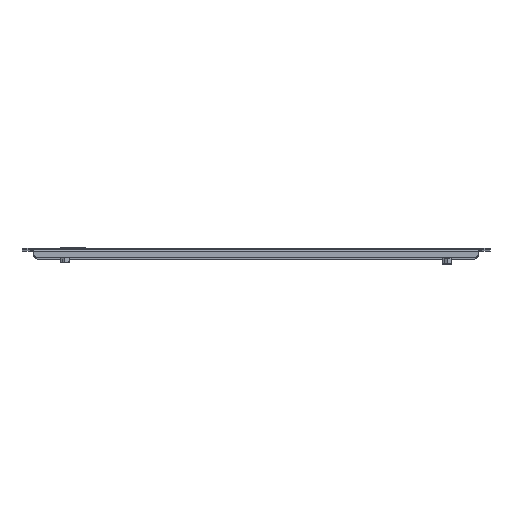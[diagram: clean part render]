
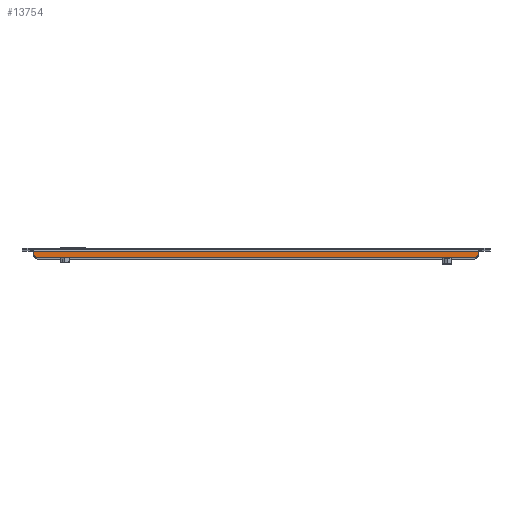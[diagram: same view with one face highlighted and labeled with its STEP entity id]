
A CAD part, top view. The second image highlights one B-rep face of the part: STEP entity #13754.
In plain terms, the highlighted planar face has unit normal (0, 0, 1).
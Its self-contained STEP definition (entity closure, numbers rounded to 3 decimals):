
#316 = EDGE_LOOP ( 'NONE', ( #8149, #5723, #8136, #14600, #8090, #2373 ) ) ;
#491 = CIRCLE ( 'NONE', #2258, 5. ) ;
#755 = VERTEX_POINT ( 'NONE', #8257 ) ;
#1267 = CARTESIAN_POINT ( 'NONE',  ( -233., 23.978, 445. ) ) ;
#1359 = VECTOR ( 'NONE', #14032, 1000. ) ;
#1753 = CARTESIAN_POINT ( 'NONE',  ( 233., -5., 445. ) ) ;
#2144 = DIRECTION ( 'NONE',  ( -1., 0., 0. ) ) ;
#2209 = CARTESIAN_POINT ( 'NONE',  ( 233., -3.5, 445. ) ) ;
#2258 = AXIS2_PLACEMENT_3D ( 'NONE', #7599, #9917, #6326 ) ;
#2373 = ORIENTED_EDGE ( 'NONE', *, *, #7239, .T. ) ;
#2592 = AXIS2_PLACEMENT_3D ( 'NONE', #14708, #4720, #14472 ) ;
#2843 = PLANE ( 'NONE',  #3224 ) ;
#3176 = VECTOR ( 'NONE', #9950, 1000. ) ;
#3224 = AXIS2_PLACEMENT_3D ( 'NONE', #12426, #12256, #7681 ) ;
#3241 = CARTESIAN_POINT ( 'NONE',  ( 245., -10., 445. ) ) ;
#4109 = CIRCLE ( 'NONE', #2592, 5. ) ;
#4480 = CARTESIAN_POINT ( 'NONE',  ( -233., -5., 445. ) ) ;
#4720 = DIRECTION ( 'NONE',  ( 0., 0., 1. ) ) ;
#5021 = CARTESIAN_POINT ( 'NONE',  ( 233., 23.978, 445. ) ) ;
#5362 = CARTESIAN_POINT ( 'NONE',  ( 228., -10., 445. ) ) ;
#5387 = LINE ( 'NONE', #3241, #1359 ) ;
#5723 = ORIENTED_EDGE ( 'NONE', *, *, #15380, .T. ) ;
#6326 = DIRECTION ( 'NONE',  ( 0., -1., 0. ) ) ;
#7084 = LINE ( 'NONE', #5021, #14403 ) ;
#7143 = EDGE_CURVE ( 'NONE', #755, #11393, #5387, .T. ) ;
#7239 = EDGE_CURVE ( 'NONE', #14696, #14833, #13165, .T. ) ;
#7599 = CARTESIAN_POINT ( 'NONE',  ( 228., -5., 445. ) ) ;
#7681 = DIRECTION ( 'NONE',  ( 0., -1., 0. ) ) ;
#8090 = ORIENTED_EDGE ( 'NONE', *, *, #12855, .F. ) ;
#8136 = ORIENTED_EDGE ( 'NONE', *, *, #7143, .T. ) ;
#8149 = ORIENTED_EDGE ( 'NONE', *, *, #9547, .F. ) ;
#8257 = CARTESIAN_POINT ( 'NONE',  ( -228., -10., 445. ) ) ;
#9547 = EDGE_CURVE ( 'NONE', #12609, #14833, #12211, .T. ) ;
#9880 = DIRECTION ( 'NONE',  ( 0., -1., 0. ) ) ;
#9917 = DIRECTION ( 'NONE',  ( 0., 0., 1. ) ) ;
#9950 = DIRECTION ( 'NONE',  ( 0., 1., 0. ) ) ;
#10394 = EDGE_CURVE ( 'NONE', #11393, #10909, #491, .T. ) ;
#10609 = CARTESIAN_POINT ( 'NONE',  ( 0., -3.5, 445. ) ) ;
#10909 = VERTEX_POINT ( 'NONE', #1753 ) ;
#11143 = CARTESIAN_POINT ( 'NONE',  ( -233., -3.5, 445. ) ) ;
#11393 = VERTEX_POINT ( 'NONE', #5362 ) ;
#12070 = VECTOR ( 'NONE', #2144, 1000. ) ;
#12211 = LINE ( 'NONE', #1267, #3176 ) ;
#12256 = DIRECTION ( 'NONE',  ( 0., 0., 1. ) ) ;
#12426 = CARTESIAN_POINT ( 'NONE',  ( 0., 441.978, 445. ) ) ;
#12609 = VERTEX_POINT ( 'NONE', #4480 ) ;
#12855 = EDGE_CURVE ( 'NONE', #14696, #10909, #7084, .T. ) ;
#13165 = LINE ( 'NONE', #10609, #12070 ) ;
#13754 = ADVANCED_FACE ( 'NONE', ( #14809 ), #2843, .T. ) ;
#14032 = DIRECTION ( 'NONE',  ( 1., 0., 0. ) ) ;
#14403 = VECTOR ( 'NONE', #9880, 1000. ) ;
#14472 = DIRECTION ( 'NONE',  ( 0., -1., 0. ) ) ;
#14600 = ORIENTED_EDGE ( 'NONE', *, *, #10394, .T. ) ;
#14696 = VERTEX_POINT ( 'NONE', #2209 ) ;
#14708 = CARTESIAN_POINT ( 'NONE',  ( -228., -5., 445. ) ) ;
#14809 = FACE_OUTER_BOUND ( 'NONE', #316, .T. ) ;
#14833 = VERTEX_POINT ( 'NONE', #11143 ) ;
#15380 = EDGE_CURVE ( 'NONE', #12609, #755, #4109, .T. ) ;
